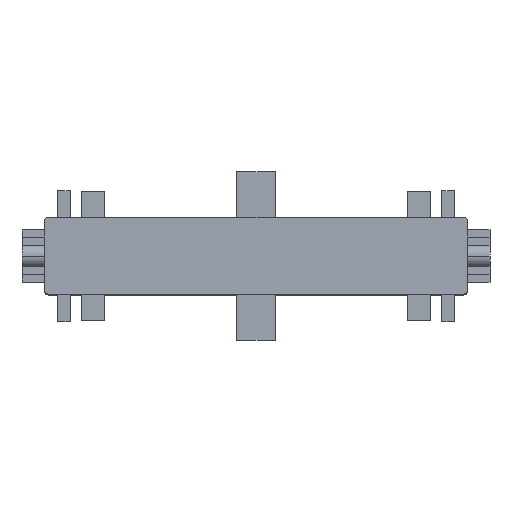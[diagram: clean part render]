
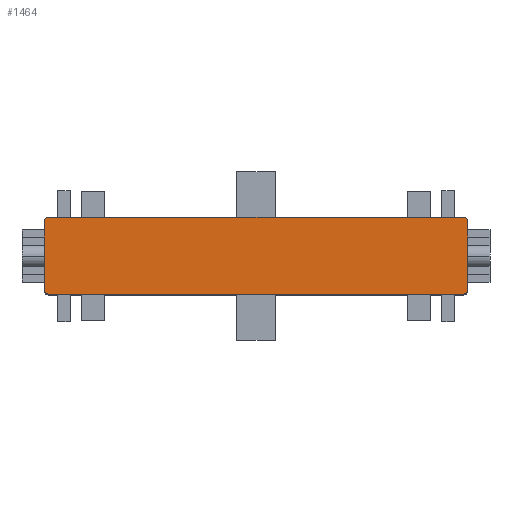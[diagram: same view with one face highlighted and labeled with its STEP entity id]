
A CAD part, top view. The second image highlights one B-rep face of the part: STEP entity #1464.
In plain terms, the highlighted planar face has unit normal (0, 0, 1).
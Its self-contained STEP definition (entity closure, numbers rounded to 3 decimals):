
#1362=EDGE_CURVE('',#2720,#2168,#3942,.T.);
#1464=ADVANCED_FACE('',(#4050),#4051,.F.);
#1506=EDGE_CURVE('',#2168,#3434,#4102,.T.);
#1706=EDGE_CURVE('',#3434,#1914,#4331,.T.);
#1914=VERTEX_POINT('',#4565);
#1960=EDGE_CURVE('',#2916,#2720,#4619,.T.);
#2148=EDGE_CURVE('',#3192,#3780,#4824,.T.);
#2168=VERTEX_POINT('',#4846);
#2294=EDGE_CURVE('',#3780,#3658,#4991,.T.);
#2414=EDGE_CURVE('',#1914,#3192,#5121,.T.);
#2720=VERTEX_POINT('',#5455);
#2826=EDGE_CURVE('',#3658,#2916,#5575,.T.);
#2916=VERTEX_POINT('',#5670);
#3192=VERTEX_POINT('',#5968);
#3434=VERTEX_POINT('',#6253);
#3658=VERTEX_POINT('',#6515);
#3780=VERTEX_POINT('',#6652);
#3942=CIRCLE('',#6833,0.6);
#4050=FACE_OUTER_BOUND('',#6987,.T.);
#4051=PLANE('',#6988);
#4102=LINE('',#7050,#7051);
#4331=CIRCLE('',#7364,0.6);
#4565=CARTESIAN_POINT('',(-26.9,5.,0.0));
#4619=LINE('',#7757,#7758);
#4824=CIRCLE('',#8053,0.6);
#4846=CARTESIAN_POINT('',(-27.5,-4.4,0.0));
#4991=LINE('',#8270,#8271);
#5121=LINE('',#8460,#8461);
#5455=CARTESIAN_POINT('',(-26.9,-5.0,0.0));
#5575=CIRCLE('',#9076,0.6);
#5670=CARTESIAN_POINT('',(26.9,-5.0,0.0));
#5968=CARTESIAN_POINT('',(26.9,5.0,0.0));
#6253=CARTESIAN_POINT('',(-27.5,4.4,0.0));
#6515=CARTESIAN_POINT('',(27.5,-4.4,0.0));
#6652=CARTESIAN_POINT('',(27.5,4.4,0.0));
#6833=AXIS2_PLACEMENT_3D('',#10713,#10714,#10715);
#6987=EDGE_LOOP('',(#10813,#10814,#10815,#10816,#10817,#10818,#10819,#10820));
#6988=AXIS2_PLACEMENT_3D('',#10821,#10822,#10823);
#7050=CARTESIAN_POINT('',(-27.5,-4.4,0.0));
#7051=VECTOR('',#10910,1.0);
#7364=AXIS2_PLACEMENT_3D('',#11191,#11192,#11193);
#7757=CARTESIAN_POINT('',(26.9,-5.0,0.0));
#7758=VECTOR('',#11565,1.0);
#8053=AXIS2_PLACEMENT_3D('',#11768,#11769,#11770);
#8270=CARTESIAN_POINT('',(27.5,4.4,0.0));
#8271=VECTOR('',#11997,1.0);
#8460=CARTESIAN_POINT('',(-26.9,5.0,0.0));
#8461=VECTOR('',#12131,1.0);
#9076=AXIS2_PLACEMENT_3D('',#12612,#12613,#12614);
#10713=CARTESIAN_POINT('',(-26.9,-4.4,0.0));
#10714=DIRECTION('',(0.0,0.0,-1.0));
#10715=DIRECTION('',(0.0,-1.0,0.0));
#10813=ORIENTED_EDGE('',*,*,#1960,.F.);
#10814=ORIENTED_EDGE('',*,*,#2826,.F.);
#10815=ORIENTED_EDGE('',*,*,#2294,.F.);
#10816=ORIENTED_EDGE('',*,*,#2148,.F.);
#10817=ORIENTED_EDGE('',*,*,#2414,.F.);
#10818=ORIENTED_EDGE('',*,*,#1706,.F.);
#10819=ORIENTED_EDGE('',*,*,#1506,.F.);
#10820=ORIENTED_EDGE('',*,*,#1362,.F.);
#10821=CARTESIAN_POINT('',(0.0,0.,0.0));
#10822=DIRECTION('',(0.0,0.0,-1.0));
#10823=DIRECTION('',(-1.0,0.0,0.0));
#10910=DIRECTION('',(0.0,1.0,0.0));
#11191=CARTESIAN_POINT('',(-26.9,4.4,0.0));
#11192=DIRECTION('',(-0.0,0.0,-1.0));
#11193=DIRECTION('',(-1.0,0.,0.0));
#11565=DIRECTION('',(-1.0,0.0,0.0));
#11768=CARTESIAN_POINT('',(26.9,4.4,0.0));
#11769=DIRECTION('',(0.0,0.0,-1.0));
#11770=DIRECTION('',(0.,1.0,0.0));
#11997=DIRECTION('',(0.0,-1.0,0.0));
#12131=DIRECTION('',(1.0,0.0,0.0));
#12612=CARTESIAN_POINT('',(26.9,-4.4,0.0));
#12613=DIRECTION('',(0.0,0.0,-1.0));
#12614=DIRECTION('',(1.0,0.,0.0));
